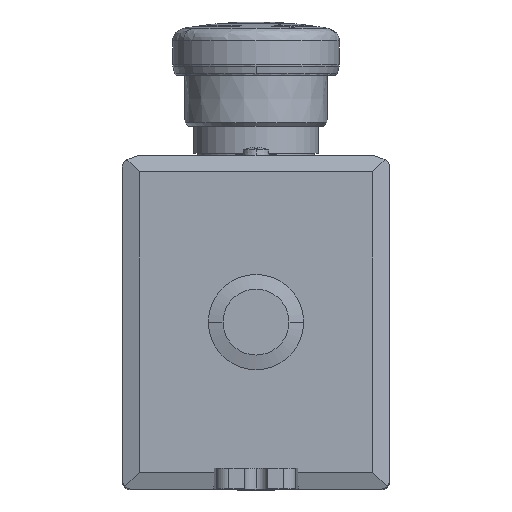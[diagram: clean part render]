
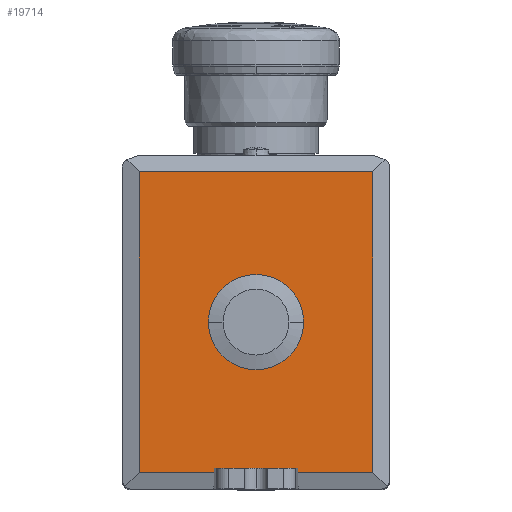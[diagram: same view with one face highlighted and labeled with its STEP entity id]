
A CAD part, top view. The second image highlights one B-rep face of the part: STEP entity #19714.
In plain terms, the highlighted planar face has unit normal (0, 0, 1).
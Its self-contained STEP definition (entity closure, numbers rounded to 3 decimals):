
#662 = EDGE_CURVE ( 'NONE', #24589, #23539, #30555, .T. ) ;
#1205 = CARTESIAN_POINT ( 'NONE',  ( 30., 4., 53. ) ) ;
#1729 = DIRECTION ( 'NONE',  ( 0., 0., -1. ) ) ;
#1927 = VECTOR ( 'NONE', #28070, 1000. ) ;
#2090 = CARTESIAN_POINT ( 'NONE',  ( 30., 76., 53. ) ) ;
#2279 = CARTESIAN_POINT ( 'NONE',  ( -10., 5., 53. ) ) ;
#2422 = DIRECTION ( 'NONE',  ( -1., 0., 0. ) ) ;
#2508 = LINE ( 'NONE', #31933, #3965 ) ;
#2782 = EDGE_CURVE ( 'NONE', #30128, #27023, #19320, .T. ) ;
#3507 = CARTESIAN_POINT ( 'NONE',  ( -10., 4., 53. ) ) ;
#3581 = ORIENTED_EDGE ( 'NONE', *, *, #2782, .T. ) ;
#3965 = VECTOR ( 'NONE', #15941, 1000. ) ;
#4039 = DIRECTION ( 'NONE',  ( 0., -1., 0. ) ) ;
#4206 = CARTESIAN_POINT ( 'NONE',  ( -28., 77.144, 53. ) ) ;
#4279 = DIRECTION ( 'NONE',  ( 1., 0., 0. ) ) ;
#4306 = LINE ( 'NONE', #22736, #1927 ) ;
#4693 = CARTESIAN_POINT ( 'NONE',  ( -10., 5., 53. ) ) ;
#5044 = CARTESIAN_POINT ( 'NONE',  ( -28., 76., 53. ) ) ;
#5585 = ORIENTED_EDGE ( 'NONE', *, *, #9081, .T. ) ;
#6142 = VERTEX_POINT ( 'NONE', #2279 ) ;
#6894 = DIRECTION ( 'NONE',  ( 1., 0., 0. ) ) ;
#6986 = DIRECTION ( 'NONE',  ( 1., 0., 0. ) ) ;
#7580 = CARTESIAN_POINT ( 'NONE',  ( -28., 4., 53. ) ) ;
#7818 = VERTEX_POINT ( 'NONE', #31621 ) ;
#8482 = DIRECTION ( 'NONE',  ( -1., 0., 0. ) ) ;
#9081 = EDGE_CURVE ( 'NONE', #22193, #26453, #4306, .T. ) ;
#9097 = ORIENTED_EDGE ( 'NONE', *, *, #33490, .T. ) ;
#9157 = EDGE_CURVE ( 'NONE', #7818, #33763, #12247, .T. ) ;
#9400 = CARTESIAN_POINT ( 'NONE',  ( 0., 40., 53. ) ) ;
#9653 = CARTESIAN_POINT ( 'NONE',  ( 10., 5., 53. ) ) ;
#10541 = CARTESIAN_POINT ( 'NONE',  ( 30., 77.144, 53. ) ) ;
#10766 = CARTESIAN_POINT ( 'NONE',  ( 10., 4., 53. ) ) ;
#11505 = CARTESIAN_POINT ( 'NONE',  ( -11.4, 40., 53. ) ) ;
#12075 = DIRECTION ( 'NONE',  ( 1., 0., 0. ) ) ;
#12193 = CARTESIAN_POINT ( 'NONE',  ( 11.4, 40., 53. ) ) ;
#12247 = LINE ( 'NONE', #9653, #31583 ) ;
#12768 = ORIENTED_EDGE ( 'NONE', *, *, #23741, .F. ) ;
#13134 = FACE_OUTER_BOUND ( 'NONE', #20482, .T. ) ;
#14506 = EDGE_CURVE ( 'NONE', #6142, #7818, #33920, .T. ) ;
#15489 = ORIENTED_EDGE ( 'NONE', *, *, #14506, .T. ) ;
#15496 = EDGE_LOOP ( 'NONE', ( #21647, #17856 ) ) ;
#15708 = AXIS2_PLACEMENT_3D ( 'NONE', #19642, #1729, #12075 ) ;
#15902 = CIRCLE ( 'NONE', #20299, 11.4 ) ;
#15941 = DIRECTION ( 'NONE',  ( 0., -1., 0. ) ) ;
#17291 = VECTOR ( 'NONE', #2422, 1000. ) ;
#17856 = ORIENTED_EDGE ( 'NONE', *, *, #662, .T. ) ;
#18805 = FACE_BOUND ( 'NONE', #15496, .T. ) ;
#19320 = LINE ( 'NONE', #24494, #30586 ) ;
#19453 = ORIENTED_EDGE ( 'NONE', *, *, #30682, .T. ) ;
#19642 = CARTESIAN_POINT ( 'NONE',  ( 0., 40., 53. ) ) ;
#19714 = ADVANCED_FACE ( 'NONE', ( #13134, #18805 ), #31707, .F. ) ;
#19716 = AXIS2_PLACEMENT_3D ( 'NONE', #10541, #21051, #8482 ) ;
#20055 = LINE ( 'NONE', #4206, #33643 ) ;
#20299 = AXIS2_PLACEMENT_3D ( 'NONE', #9400, #30225, #6986 ) ;
#20302 = LINE ( 'NONE', #1205, #27706 ) ;
#20482 = EDGE_LOOP ( 'NONE', ( #30533, #5585, #9097, #19453, #3581, #12768, #15489, #27770 ) ) ;
#21051 = DIRECTION ( 'NONE',  ( 0., 0., -1. ) ) ;
#21647 = ORIENTED_EDGE ( 'NONE', *, *, #26755, .T. ) ;
#22061 = CARTESIAN_POINT ( 'NONE',  ( 28., 76., 53. ) ) ;
#22193 = VERTEX_POINT ( 'NONE', #33413 ) ;
#22736 = CARTESIAN_POINT ( 'NONE',  ( 28., 77.144, 53. ) ) ;
#23539 = VERTEX_POINT ( 'NONE', #12193 ) ;
#23741 = EDGE_CURVE ( 'NONE', #6142, #27023, #2508, .T. ) ;
#24494 = CARTESIAN_POINT ( 'NONE',  ( 30., 4., 53. ) ) ;
#24589 = VERTEX_POINT ( 'NONE', #11505 ) ;
#25702 = DIRECTION ( 'NONE',  ( 1., 0., 0. ) ) ;
#26008 = LINE ( 'NONE', #2090, #17291 ) ;
#26453 = VERTEX_POINT ( 'NONE', #22061 ) ;
#26755 = EDGE_CURVE ( 'NONE', #23539, #24589, #15902, .T. ) ;
#27023 = VERTEX_POINT ( 'NONE', #3507 ) ;
#27706 = VECTOR ( 'NONE', #6894, 1000. ) ;
#27770 = ORIENTED_EDGE ( 'NONE', *, *, #9157, .T. ) ;
#27973 = VECTOR ( 'NONE', #25702, 1000. ) ;
#28070 = DIRECTION ( 'NONE',  ( 0., 1., 0. ) ) ;
#30128 = VERTEX_POINT ( 'NONE', #7580 ) ;
#30225 = DIRECTION ( 'NONE',  ( 0., 0., -1. ) ) ;
#30533 = ORIENTED_EDGE ( 'NONE', *, *, #32604, .T. ) ;
#30555 = CIRCLE ( 'NONE', #15708, 11.4 ) ;
#30586 = VECTOR ( 'NONE', #4279, 1000. ) ;
#30643 = DIRECTION ( 'NONE',  ( 0., -1., 0. ) ) ;
#30682 = EDGE_CURVE ( 'NONE', #30850, #30128, #20055, .T. ) ;
#30850 = VERTEX_POINT ( 'NONE', #5044 ) ;
#31583 = VECTOR ( 'NONE', #30643, 1000. ) ;
#31621 = CARTESIAN_POINT ( 'NONE',  ( 10., 5., 53. ) ) ;
#31707 = PLANE ( 'NONE',  #19716 ) ;
#31933 = CARTESIAN_POINT ( 'NONE',  ( -10., 5., 53. ) ) ;
#32604 = EDGE_CURVE ( 'NONE', #33763, #22193, #20302, .T. ) ;
#33413 = CARTESIAN_POINT ( 'NONE',  ( 28., 4., 53. ) ) ;
#33490 = EDGE_CURVE ( 'NONE', #26453, #30850, #26008, .T. ) ;
#33643 = VECTOR ( 'NONE', #4039, 1000. ) ;
#33763 = VERTEX_POINT ( 'NONE', #10766 ) ;
#33920 = LINE ( 'NONE', #4693, #27973 ) ;
